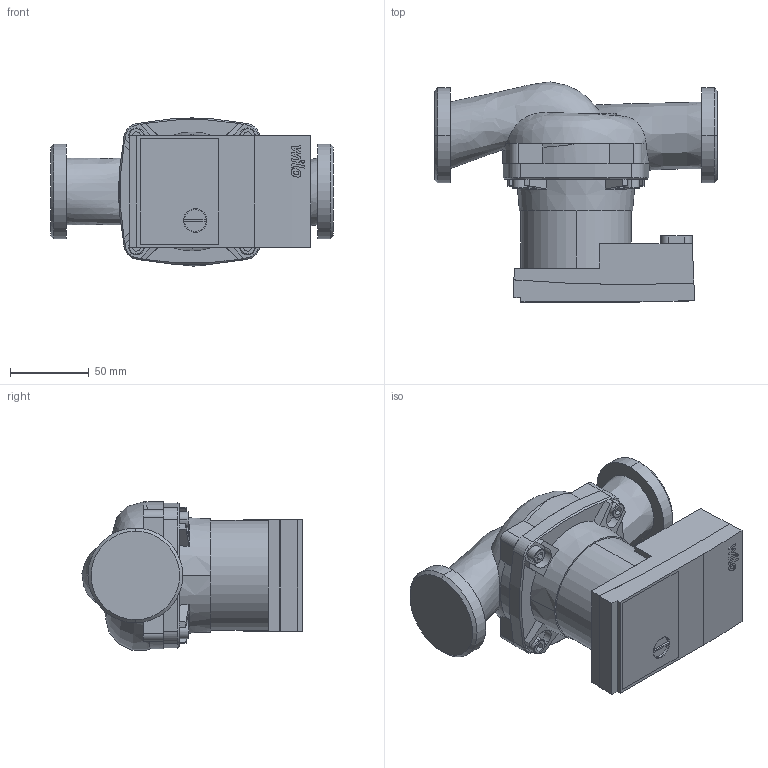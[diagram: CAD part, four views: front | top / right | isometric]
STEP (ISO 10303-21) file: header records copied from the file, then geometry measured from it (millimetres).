
FILE_DESCRIPTION((''),'2;1');
FILE_NAME('3d_Yonos-PICO-STG-30_1-7.5-180-4527214.stp','2016-04-29T07:44:45',(''),(''),'Mechanical Desktop 2009','Mechanical Desktop 2009',', , ');
FILE_SCHEMA(('CONFIG_CONTROL_DESIGN'));
Length unit declared in the file: millimetre
Products named in the file (1): Product
Bounding box: 180 x 139.96 x 94.22 mm (x, y, z)
Volume: 942790.3 mm3; surface area: 131512 mm2
Topology: 10 solids, 10 shells, 268 faces, 719 edges, 486 vertices
Faces by surface type: plane 119, cylinder 63, bspline 60, cone 18, torus 8
Entity records: 14434 total; most frequent: CARTESIAN_POINT 7871, ORIENTED_EDGE 1438, DIRECTION 1187, EDGE_CURVE 719, VERTEX_POINT 486, VECTOR 435, LINE 435, AXIS2_PLACEMENT_3D 376
